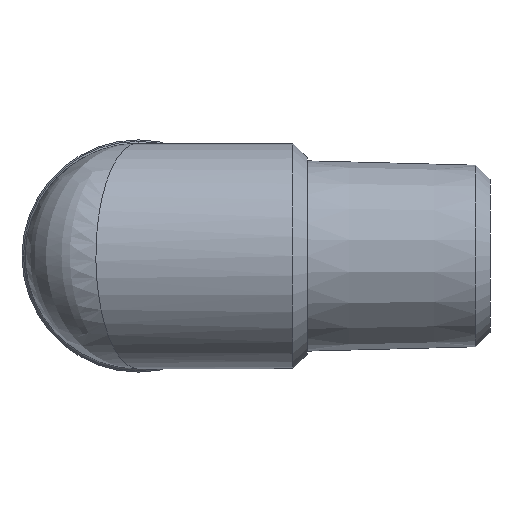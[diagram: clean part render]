
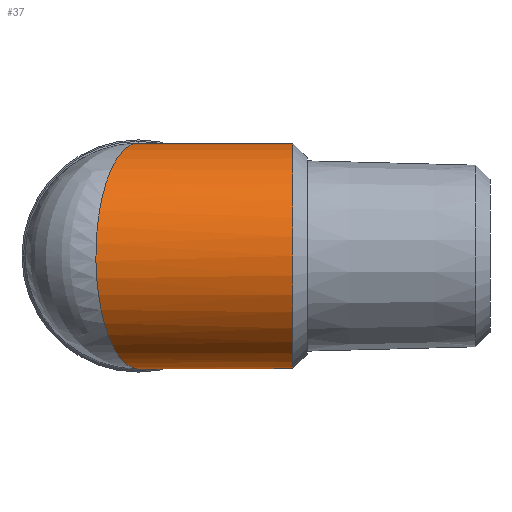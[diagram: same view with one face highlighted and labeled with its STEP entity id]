
A CAD part, left-side view. The second image highlights one B-rep face of the part: STEP entity #37.
In plain terms, the highlighted cylindrical face has radius 8 mm (diameter 16 mm), a partial arc.
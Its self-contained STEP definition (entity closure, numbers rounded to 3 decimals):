
#2 = VERTEX_POINT ( 'NONE', #299 ) ;
#37 = ADVANCED_FACE ( 'NONE', ( #876 ), #877, .T. ) ;
#61 = EDGE_CURVE ( 'NONE', #2, #668, #538, .T. ) ;
#63 = EDGE_CURVE ( 'NONE', #645, #646, #146, .T. ) ;
#123 = EDGE_CURVE ( 'NONE', #645, #668, #1466, .T. ) ;
#125 = EDGE_CURVE ( 'NONE', #646, #2, #1467, .T. ) ;
#146 =( BOUNDED_CURVE ( )  B_SPLINE_CURVE ( 3, ( #1104, #1105, #1106, #1107 ),
 .UNSPECIFIED., .F., .T. ) 
 B_SPLINE_CURVE_WITH_KNOTS ( ( 4, 4 ),
 ( 1.571, 4.712 ),
 .UNSPECIFIED. ) 
 CURVE ( )  GEOMETRIC_REPRESENTATION_ITEM ( )  RATIONAL_B_SPLINE_CURVE ( ( 1., 0.333, 0.333, 1. ) ) 
 REPRESENTATION_ITEM ( '' )  );
#199 = DIRECTION ( 'NONE',  ( 0., 0., -1. ) ) ;
#200 = DIRECTION ( 'NONE',  ( 0., -1., 0. ) ) ;
#201 = CARTESIAN_POINT ( 'NONE',  ( 0., 22.627, 0. ) ) ;
#299 = CARTESIAN_POINT ( 'NONE',  ( 0., -11., -8. ) ) ;
#450 = VECTOR ( 'NONE', #1358, 1000. ) ;
#528 = VECTOR ( 'NONE', #1363, 1000. ) ;
#537 = AXIS2_PLACEMENT_3D ( 'NONE', #1097, #1098, #1099 ) ;
#538 = CIRCLE ( 'NONE', #537, 8. ) ;
#576 = AXIS2_PLACEMENT_3D ( 'NONE', #201, #200, #199 ) ;
#645 = VERTEX_POINT ( 'NONE', #1389 ) ;
#646 = VERTEX_POINT ( 'NONE', #1390 ) ;
#668 = VERTEX_POINT ( 'NONE', #1412 ) ;
#693 = EDGE_LOOP ( 'NONE', ( #755, #756, #757, #753 ) ) ;
#753 = ORIENTED_EDGE ( 'NONE', *, *, #61, .T. ) ;
#755 = ORIENTED_EDGE ( 'NONE', *, *, #123, .F. ) ;
#756 = ORIENTED_EDGE ( 'NONE', *, *, #63, .T. ) ;
#757 = ORIENTED_EDGE ( 'NONE', *, *, #125, .T. ) ;
#876 = FACE_OUTER_BOUND ( 'NONE', #693, .T. ) ;
#877 = CYLINDRICAL_SURFACE ( 'NONE', #576, 8. ) ;
#1097 = CARTESIAN_POINT ( 'NONE',  ( 0., -11., 0. ) ) ;
#1098 = DIRECTION ( 'NONE',  ( 0., 1., 0. ) ) ;
#1099 = DIRECTION ( 'NONE',  ( 0., 0., 1. ) ) ;
#1104 = CARTESIAN_POINT ( 'NONE',  ( 0., 0., 8. ) ) ;
#1105 = CARTESIAN_POINT ( 'NONE',  ( -16., 6., 8. ) ) ;
#1106 = CARTESIAN_POINT ( 'NONE',  ( -16., 6., -8. ) ) ;
#1107 = CARTESIAN_POINT ( 'NONE',  ( 0., 0., -8. ) ) ;
#1357 = CARTESIAN_POINT ( 'NONE',  ( 0., 22.627, 8. ) ) ;
#1358 = DIRECTION ( 'NONE',  ( 0., -1., 0. ) ) ;
#1362 = CARTESIAN_POINT ( 'NONE',  ( 0., 22.627, -8. ) ) ;
#1363 = DIRECTION ( 'NONE',  ( 0., -1., 0. ) ) ;
#1389 = CARTESIAN_POINT ( 'NONE',  ( 0., 0., 8. ) ) ;
#1390 = CARTESIAN_POINT ( 'NONE',  ( 0., 0., -8. ) ) ;
#1412 = CARTESIAN_POINT ( 'NONE',  ( 0., -11., 8. ) ) ;
#1466 = LINE ( 'NONE', #1357, #450 ) ;
#1467 = LINE ( 'NONE', #1362, #528 ) ;
